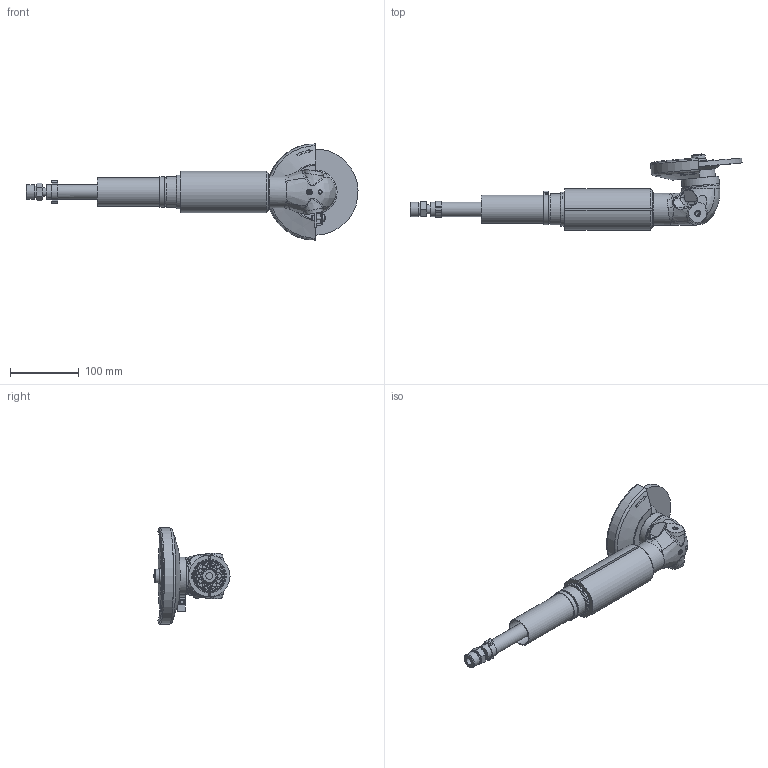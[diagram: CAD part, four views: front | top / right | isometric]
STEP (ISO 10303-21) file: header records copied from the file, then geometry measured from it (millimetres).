
FILE_DESCRIPTION(/* description */ (''),/* implementation_level */ '2;1');
FILE_NAME(/* name */ 'PWA 11-120 RS_P60061665.stp',/* time_stamp */ '2022-04-11T15:43:01+02:00',/* author */ ('IBasyouni'),/* organization */ (''),/* preprocessor_version */ 'ST-DEVELOPER v18.1',/* originating_system */ 'Autodesk Inventor 2021',/* authorisation */ '');
FILE_SCHEMA (('AUTOMOTIVE_DESIGN { 1 0 10303 214 3 1 1 }'));
Length unit declared in the file: millimetre
Products named in the file (1): PWA 11-120 RS_P60061665
Bounding box: 481.3 x 110.26 x 139.4 mm (x, y, z)
Volume: 830320.6 mm3; surface area: 175646.6 mm2
Topology: 2 solids, 6 shells, 550 faces, 1426 edges, 918 vertices
Faces by surface type: plane 208, cylinder 184, cone 78, bspline 62, torus 15, sphere 3
Full cylindrical faces by diameter (mm): 4.6 x1, 5 x1, 6 x16, 6.4 x2, 6.647 x2, 8 x1, 8.3 x1, 8.5 x1, 10 x2, 10.7 x1, 11.188 x1, 11.34 x1, 12 x1, 13 x3, 18 x1, 18.63 x1, 20 x1, 20.96 x1, 21 x2, 22 x1, 26 x2, 26.02 x1, 36.84 x1, 38 x1, 38.2 x1, 39 x1, 41 x1, 41.48 x1, 41.5 x1, 41.8 x1
Entity records: 23676 total; most frequent: CARTESIAN_POINT 9779, ORIENTED_EDGE 2833, DIRECTION 2658, EDGE_CURVE 1417, AXIS2_PLACEMENT_3D 1077, VERTEX_POINT 918, EDGE_LOOP 636, CIRCLE 581
